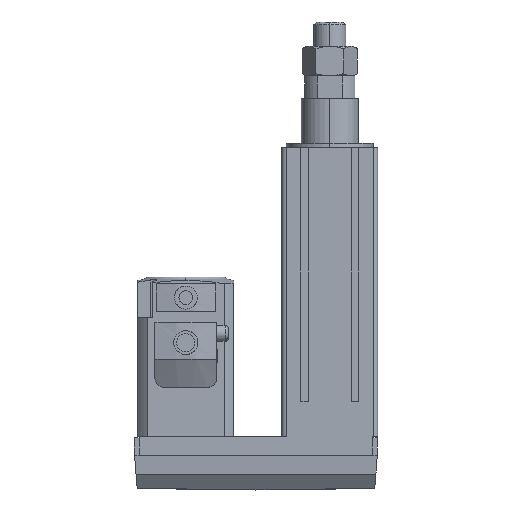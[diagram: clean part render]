
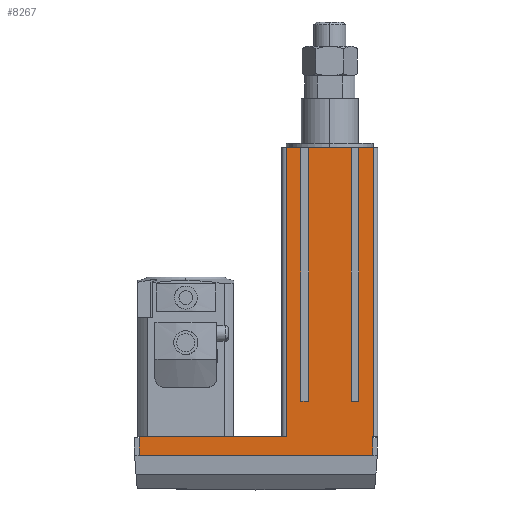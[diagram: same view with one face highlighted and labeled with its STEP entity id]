
A CAD part, left-side view. The second image highlights one B-rep face of the part: STEP entity #8267.
In plain terms, the highlighted planar face has unit normal (-1, 0, 0).
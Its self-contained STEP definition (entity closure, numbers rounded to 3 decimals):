
#23 = ORIENTED_EDGE ( 'NONE', *, *, #3340, .T. ) ;
#82 = DIRECTION ( 'NONE',  ( 0., -1., 0. ) ) ;
#565 = CARTESIAN_POINT ( 'NONE',  ( -21., -18.8, 0. ) ) ;
#680 = CARTESIAN_POINT ( 'NONE',  ( -21., -18.8, -8. ) ) ;
#705 = VECTOR ( 'NONE', #3970, 1000. ) ;
#840 = CARTESIAN_POINT ( 'NONE',  ( -21., 0., 126.6 ) ) ;
#858 = LINE ( 'NONE', #9038, #10475 ) ;
#883 = VECTOR ( 'NONE', #2685, 1000. ) ;
#896 = DIRECTION ( 'NONE',  ( 1., 0., 0. ) ) ;
#917 = LINE ( 'NONE', #6404, #10244 ) ;
#953 = ORIENTED_EDGE ( 'NONE', *, *, #4106, .F. ) ;
#1041 = VERTEX_POINT ( 'NONE', #10259 ) ;
#1133 = CARTESIAN_POINT ( 'NONE',  ( -21., 0., 126.6 ) ) ;
#1135 = EDGE_CURVE ( 'NONE', #6162, #10033, #1254, .T. ) ;
#1240 = CARTESIAN_POINT ( 'NONE',  ( -21., -9.3, 15.6 ) ) ;
#1254 = LINE ( 'NONE', #1821, #3745 ) ;
#1397 = EDGE_CURVE ( 'NONE', #11952, #2216, #5762, .T. ) ;
#1453 = ORIENTED_EDGE ( 'NONE', *, *, #1885, .T. ) ;
#1485 = CARTESIAN_POINT ( 'NONE',  ( -21., 1731.2, -8. ) ) ;
#1569 = CARTESIAN_POINT ( 'NONE',  ( -21., 12.7, 126.6 ) ) ;
#1629 = VECTOR ( 'NONE', #8142, 1000. ) ;
#1676 = FACE_OUTER_BOUND ( 'NONE', #9070, .T. ) ;
#1821 = CARTESIAN_POINT ( 'NONE',  ( -21., 21., 15.6 ) ) ;
#1885 = EDGE_CURVE ( 'NONE', #7020, #4309, #8234, .T. ) ;
#1924 = CARTESIAN_POINT ( 'NONE',  ( -21., 83.4, -8. ) ) ;
#2216 = VERTEX_POINT ( 'NONE', #1240 ) ;
#2566 = VERTEX_POINT ( 'NONE', #565 ) ;
#2685 = DIRECTION ( 'NONE',  ( 0., 0., -1. ) ) ;
#2743 = DIRECTION ( 'NONE',  ( 0., -1., 0. ) ) ;
#3075 = DIRECTION ( 'NONE',  ( 0., 1., 0. ) ) ;
#3084 = ORIENTED_EDGE ( 'NONE', *, *, #11900, .T. ) ;
#3095 = VECTOR ( 'NONE', #82, 1000. ) ;
#3097 = ORIENTED_EDGE ( 'NONE', *, *, #8419, .F. ) ;
#3104 = AXIS2_PLACEMENT_3D ( 'NONE', #4605, #896, #7429 ) ;
#3217 = VECTOR ( 'NONE', #8014, 1000. ) ;
#3246 = LINE ( 'NONE', #840, #10364 ) ;
#3290 = VECTOR ( 'NONE', #8213, 1000. ) ;
#3340 = EDGE_CURVE ( 'NONE', #4392, #9132, #917, .T. ) ;
#3565 = DIRECTION ( 'NONE',  ( 0., -1., 0. ) ) ;
#3594 = DIRECTION ( 'NONE',  ( 0., -1., 0. ) ) ;
#3629 = CARTESIAN_POINT ( 'NONE',  ( -21., 83.4, -8. ) ) ;
#3745 = VECTOR ( 'NONE', #10195, 1000. ) ;
#3964 = VERTEX_POINT ( 'NONE', #5333 ) ;
#3970 = DIRECTION ( 'NONE',  ( 0., 0., -1. ) ) ;
#3977 = EDGE_CURVE ( 'NONE', #1041, #2566, #11509, .T. ) ;
#4077 = LINE ( 'NONE', #9514, #11494 ) ;
#4091 = VERTEX_POINT ( 'NONE', #3629 ) ;
#4106 = EDGE_CURVE ( 'NONE', #5767, #5712, #3246, .T. ) ;
#4309 = VERTEX_POINT ( 'NONE', #4816 ) ;
#4392 = VERTEX_POINT ( 'NONE', #7692 ) ;
#4605 = CARTESIAN_POINT ( 'NONE',  ( -21., 1731.2, -8. ) ) ;
#4794 = CARTESIAN_POINT ( 'NONE',  ( -21., 83.4, 0. ) ) ;
#4816 = CARTESIAN_POINT ( 'NONE',  ( -21., -19., 126.6 ) ) ;
#4848 = EDGE_CURVE ( 'NONE', #3964, #10033, #8583, .T. ) ;
#4868 = ORIENTED_EDGE ( 'NONE', *, *, #3977, .T. ) ;
#4990 = ORIENTED_EDGE ( 'NONE', *, *, #1397, .F. ) ;
#5080 = CARTESIAN_POINT ( 'NONE',  ( -21., 12.7, 1764.6 ) ) ;
#5211 = VECTOR ( 'NONE', #10303, 1000. ) ;
#5312 = LINE ( 'NONE', #11573, #7503 ) ;
#5333 = CARTESIAN_POINT ( 'NONE',  ( -21., 9.3, 126.6 ) ) ;
#5397 = CARTESIAN_POINT ( 'NONE',  ( -21., 1731.2, 0. ) ) ;
#5539 = PLANE ( 'NONE',  #3104 ) ;
#5644 = EDGE_CURVE ( 'NONE', #4091, #6246, #10628, .T. ) ;
#5655 = CARTESIAN_POINT ( 'NONE',  ( -21., 9.3, 15.6 ) ) ;
#5662 = LINE ( 'NONE', #11396, #705 ) ;
#5712 = VERTEX_POINT ( 'NONE', #1569 ) ;
#5762 = LINE ( 'NONE', #8702, #7952 ) ;
#5767 = VERTEX_POINT ( 'NONE', #11726 ) ;
#5847 = EDGE_CURVE ( 'NONE', #6246, #1041, #858, .T. ) ;
#5904 = ORIENTED_EDGE ( 'NONE', *, *, #11136, .T. ) ;
#5949 = DIRECTION ( 'NONE',  ( 0., 0., -1. ) ) ;
#6091 = CARTESIAN_POINT ( 'NONE',  ( -21., 83.4, -0.3 ) ) ;
#6162 = VERTEX_POINT ( 'NONE', #6763 ) ;
#6246 = VERTEX_POINT ( 'NONE', #10778 ) ;
#6394 = CARTESIAN_POINT ( 'NONE',  ( -21., 19., 0. ) ) ;
#6404 = CARTESIAN_POINT ( 'NONE',  ( -21., -12.7, 1764.6 ) ) ;
#6763 = CARTESIAN_POINT ( 'NONE',  ( -21., 12.7, 15.6 ) ) ;
#6785 = ORIENTED_EDGE ( 'NONE', *, *, #9637, .F. ) ;
#7020 = VERTEX_POINT ( 'NONE', #7654 ) ;
#7239 = DIRECTION ( 'NONE',  ( 0., 0., 1. ) ) ;
#7388 = ORIENTED_EDGE ( 'NONE', *, *, #4848, .T. ) ;
#7429 = DIRECTION ( 'NONE',  ( 0., 0., -1. ) ) ;
#7503 = VECTOR ( 'NONE', #7933, 1000. ) ;
#7579 = CARTESIAN_POINT ( 'NONE',  ( -21., -9.3, 126.6 ) ) ;
#7654 = CARTESIAN_POINT ( 'NONE',  ( -21., -19., 0. ) ) ;
#7688 = LINE ( 'NONE', #8379, #3095 ) ;
#7692 = CARTESIAN_POINT ( 'NONE',  ( -21., -12.7, 126.6 ) ) ;
#7867 = VECTOR ( 'NONE', #8799, 1000. ) ;
#7933 = DIRECTION ( 'NONE',  ( 0., 0., -1. ) ) ;
#7952 = VECTOR ( 'NONE', #5949, 1000. ) ;
#8014 = DIRECTION ( 'NONE',  ( 0., -1., 0. ) ) ;
#8142 = DIRECTION ( 'NONE',  ( 0., 0., 1. ) ) ;
#8213 = DIRECTION ( 'NONE',  ( 0., 0., 1. ) ) ;
#8234 = LINE ( 'NONE', #9127, #3290 ) ;
#8267 = ADVANCED_FACE ( 'NONE', ( #1676 ), #5539, .F. ) ;
#8378 = VERTEX_POINT ( 'NONE', #4794 ) ;
#8379 = CARTESIAN_POINT ( 'NONE',  ( -21., 21., 15.6 ) ) ;
#8419 = EDGE_CURVE ( 'NONE', #3964, #11952, #12000, .T. ) ;
#8502 = ORIENTED_EDGE ( 'NONE', *, *, #9490, .F. ) ;
#8564 = EDGE_CURVE ( 'NONE', #5767, #11758, #5312, .T. ) ;
#8583 = LINE ( 'NONE', #9148, #883 ) ;
#8591 = VERTEX_POINT ( 'NONE', #6091 ) ;
#8702 = CARTESIAN_POINT ( 'NONE',  ( -21., -9.3, 1764.6 ) ) ;
#8799 = DIRECTION ( 'NONE',  ( 0., 0., -1. ) ) ;
#8870 = ORIENTED_EDGE ( 'NONE', *, *, #1135, .F. ) ;
#8923 = ORIENTED_EDGE ( 'NONE', *, *, #11445, .F. ) ;
#8997 = ORIENTED_EDGE ( 'NONE', *, *, #5847, .T. ) ;
#9038 = CARTESIAN_POINT ( 'NONE',  ( -21., -18.8, -8. ) ) ;
#9070 = EDGE_LOOP ( 'NONE', ( #8997, #4868, #6785, #1453, #9729, #23, #8502, #4990, #3097, #7388, #8870, #10660, #953, #10619, #8923, #5904, #3084, #11307 ) ) ;
#9127 = CARTESIAN_POINT ( 'NONE',  ( -21., -19., 1764.6 ) ) ;
#9132 = VERTEX_POINT ( 'NONE', #11518 ) ;
#9133 = CARTESIAN_POINT ( 'NONE',  ( -21., 0., 126.6 ) ) ;
#9148 = CARTESIAN_POINT ( 'NONE',  ( -21., 9.3, 1764.6 ) ) ;
#9222 = VECTOR ( 'NONE', #11370, 1000. ) ;
#9490 = EDGE_CURVE ( 'NONE', #2216, #9132, #7688, .T. ) ;
#9514 = CARTESIAN_POINT ( 'NONE',  ( -21., 21., 0. ) ) ;
#9568 = VECTOR ( 'NONE', #3565, 1000. ) ;
#9637 = EDGE_CURVE ( 'NONE', #7020, #2566, #4077, .T. ) ;
#9729 = ORIENTED_EDGE ( 'NONE', *, *, #9824, .F. ) ;
#9761 = VECTOR ( 'NONE', #3594, 1000. ) ;
#9824 = EDGE_CURVE ( 'NONE', #4392, #4309, #10346, .T. ) ;
#10033 = VERTEX_POINT ( 'NONE', #5655 ) ;
#10160 = LINE ( 'NONE', #1924, #5211 ) ;
#10195 = DIRECTION ( 'NONE',  ( 0., -1., 0. ) ) ;
#10244 = VECTOR ( 'NONE', #11980, 1000. ) ;
#10259 = CARTESIAN_POINT ( 'NONE',  ( -21., -18.8, -0.3 ) ) ;
#10303 = DIRECTION ( 'NONE',  ( 0., 0., -1. ) ) ;
#10346 = LINE ( 'NONE', #9133, #9761 ) ;
#10364 = VECTOR ( 'NONE', #2743, 1000. ) ;
#10475 = VECTOR ( 'NONE', #7239, 1000. ) ;
#10619 = ORIENTED_EDGE ( 'NONE', *, *, #8564, .T. ) ;
#10625 = LINE ( 'NONE', #5080, #7867 ) ;
#10628 = LINE ( 'NONE', #1485, #3217 ) ;
#10660 = ORIENTED_EDGE ( 'NONE', *, *, #10731, .F. ) ;
#10731 = EDGE_CURVE ( 'NONE', #5712, #6162, #10625, .T. ) ;
#10778 = CARTESIAN_POINT ( 'NONE',  ( -21., -18.8, -8. ) ) ;
#11136 = EDGE_CURVE ( 'NONE', #8378, #8591, #5662, .T. ) ;
#11307 = ORIENTED_EDGE ( 'NONE', *, *, #5644, .T. ) ;
#11370 = DIRECTION ( 'NONE',  ( 0., -1., 0. ) ) ;
#11396 = CARTESIAN_POINT ( 'NONE',  ( -21., 83.4, -8. ) ) ;
#11445 = EDGE_CURVE ( 'NONE', #8378, #11758, #12045, .T. ) ;
#11494 = VECTOR ( 'NONE', #3075, 1000. ) ;
#11509 = LINE ( 'NONE', #680, #1629 ) ;
#11518 = CARTESIAN_POINT ( 'NONE',  ( -21., -12.7, 15.6 ) ) ;
#11573 = CARTESIAN_POINT ( 'NONE',  ( -21., 19., 1764.6 ) ) ;
#11726 = CARTESIAN_POINT ( 'NONE',  ( -21., 19., 126.6 ) ) ;
#11758 = VERTEX_POINT ( 'NONE', #6394 ) ;
#11900 = EDGE_CURVE ( 'NONE', #8591, #4091, #10160, .T. ) ;
#11952 = VERTEX_POINT ( 'NONE', #7579 ) ;
#11980 = DIRECTION ( 'NONE',  ( 0., 0., -1. ) ) ;
#12000 = LINE ( 'NONE', #1133, #9222 ) ;
#12045 = LINE ( 'NONE', #5397, #9568 ) ;
